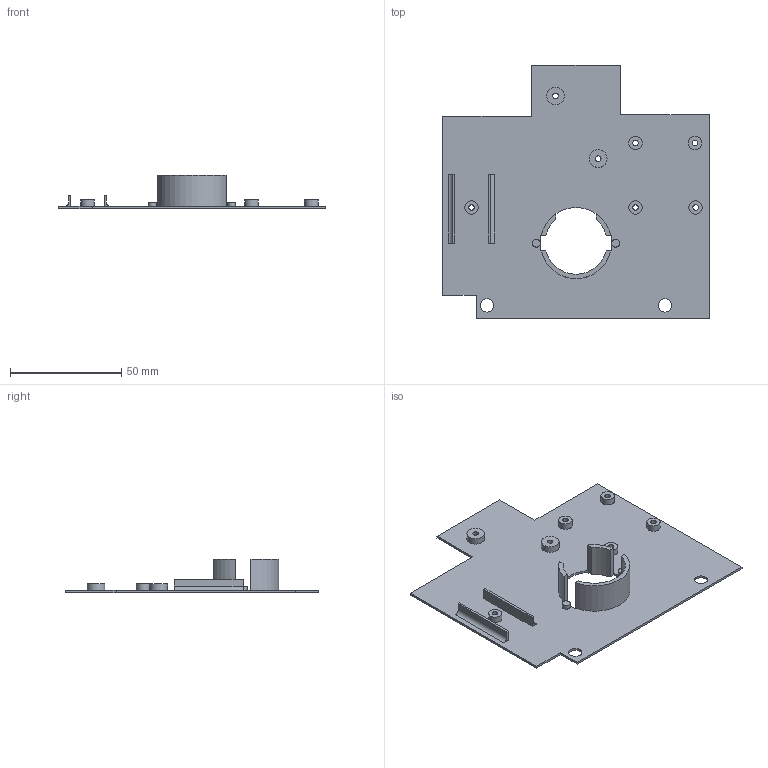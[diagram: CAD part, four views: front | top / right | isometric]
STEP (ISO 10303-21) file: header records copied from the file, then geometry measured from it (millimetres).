
FILE_DESCRIPTION(/* description */ ('','CAx-IF Rec.Pracs.---Representation and Presentation of Product Manufacturing Information (PMI)---4.0---2014-10-13'),/* implementation_level */ '2;1');
FILE_NAME(/* name */ 'barigo-components.step',/* time_stamp */ '2025-01-08T19:32:46+01:00',/* author */ (''),/* organization */ (''),/* preprocessor_version */ 'ST-DEVELOPER v20',/* originating_system */ 'Autodesk Translation Framework v13.20.0.188',/* authorisation */ '');
FILE_SCHEMA (('AP242_MANAGED_MODEL_BASED_3D_ENGINEERING_MIM_LF { 1 0 10303 442 1 1 4 }'));
Length unit declared in the file: millimetre
Products named in the file (1): barigo-components
Bounding box: 120 x 114 x 15 mm (x, y, z)
Volume: 13668 mm3; surface area: 25748.3 mm2
Topology: 2 solids, 2 shells, 73 faces, 175 edges, 115 vertices
Faces by surface type: plane 45, cylinder 28
Full cylindrical faces by diameter (mm): 2.5 x7, 3.6 x2, 6 x7, 8 x2
Entity records: 2198 total; most frequent: DIRECTION 380, CARTESIAN_POINT 364, ORIENTED_EDGE 350, EDGE_CURVE 175, AXIS2_PLACEMENT_3D 131, LINE 118, VECTOR 118, VERTEX_POINT 115
